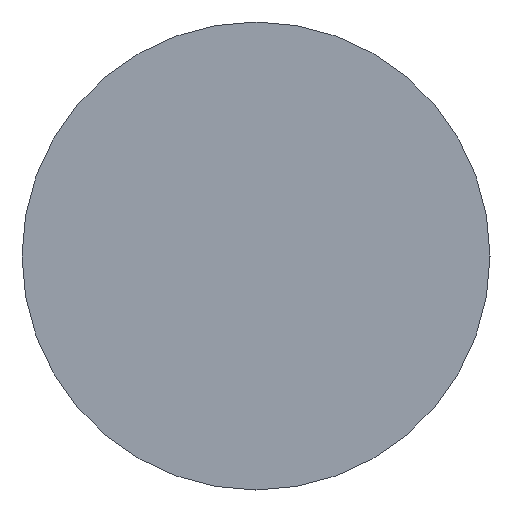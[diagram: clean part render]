
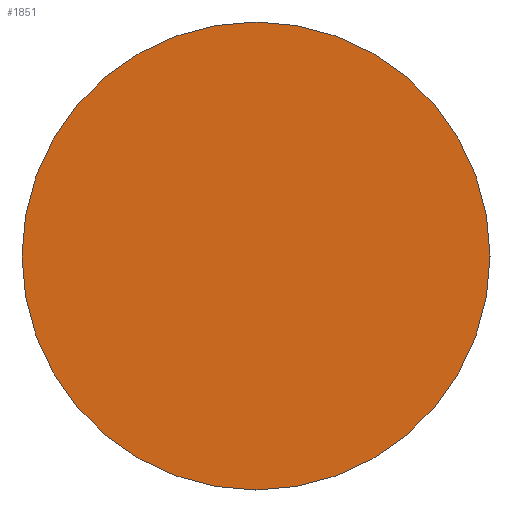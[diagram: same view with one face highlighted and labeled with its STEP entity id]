
A CAD part, left-side view. The second image highlights one B-rep face of the part: STEP entity #1851.
In plain terms, the highlighted planar face has unit normal (-1, 0, 0).
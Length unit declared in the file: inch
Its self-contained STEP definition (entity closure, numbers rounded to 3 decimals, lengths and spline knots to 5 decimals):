
#59 = ORIENTED_EDGE ( 'NONE', *, *, #936, .T. ) ;
#289 = CARTESIAN_POINT ( 'NONE',  ( 0., 0., 1.625 ) ) ;
#308 = DIRECTION ( 'NONE',  ( 1., 0., 0. ) ) ;
#365 = AXIS2_PLACEMENT_3D ( 'NONE', #467, #2050, #483 ) ;
#467 = CARTESIAN_POINT ( 'NONE',  ( 0., 0., 0. ) ) ;
#483 = DIRECTION ( 'NONE',  ( 0., 0., 1. ) ) ;
#579 = AXIS2_PLACEMENT_3D ( 'NONE', #2500, #308, #872 ) ;
#761 = DIRECTION ( 'NONE',  ( 0., 0., 1. ) ) ;
#872 = DIRECTION ( 'NONE',  ( 0., 0., -1. ) ) ;
#887 = CIRCLE ( 'NONE', #2878, 1.625 ) ;
#936 = EDGE_CURVE ( 'NONE', #3056, #2714, #1375, .T. ) ;
#994 = ORIENTED_EDGE ( 'NONE', *, *, #2663, .T. ) ;
#1375 = CIRCLE ( 'NONE', #365, 1.625 ) ;
#1851 = ADVANCED_FACE ( 'NONE', ( #3005 ), #2465, .F. ) ;
#2050 = DIRECTION ( 'NONE',  ( -1., 0., 0. ) ) ;
#2150 = CARTESIAN_POINT ( 'NONE',  ( 0., 0., -1.625 ) ) ;
#2465 = PLANE ( 'NONE',  #579 ) ;
#2500 = CARTESIAN_POINT ( 'NONE',  ( 0., 1.625, 0. ) ) ;
#2641 = CARTESIAN_POINT ( 'NONE',  ( 0., 0., 0. ) ) ;
#2663 = EDGE_CURVE ( 'NONE', #2714, #3056, #887, .T. ) ;
#2714 = VERTEX_POINT ( 'NONE', #2150 ) ;
#2846 = EDGE_LOOP ( 'NONE', ( #59, #994 ) ) ;
#2878 = AXIS2_PLACEMENT_3D ( 'NONE', #2641, #2920, #761 ) ;
#2920 = DIRECTION ( 'NONE',  ( -1., 0., 0. ) ) ;
#3005 = FACE_OUTER_BOUND ( 'NONE', #2846, .T. ) ;
#3056 = VERTEX_POINT ( 'NONE', #289 ) ;
